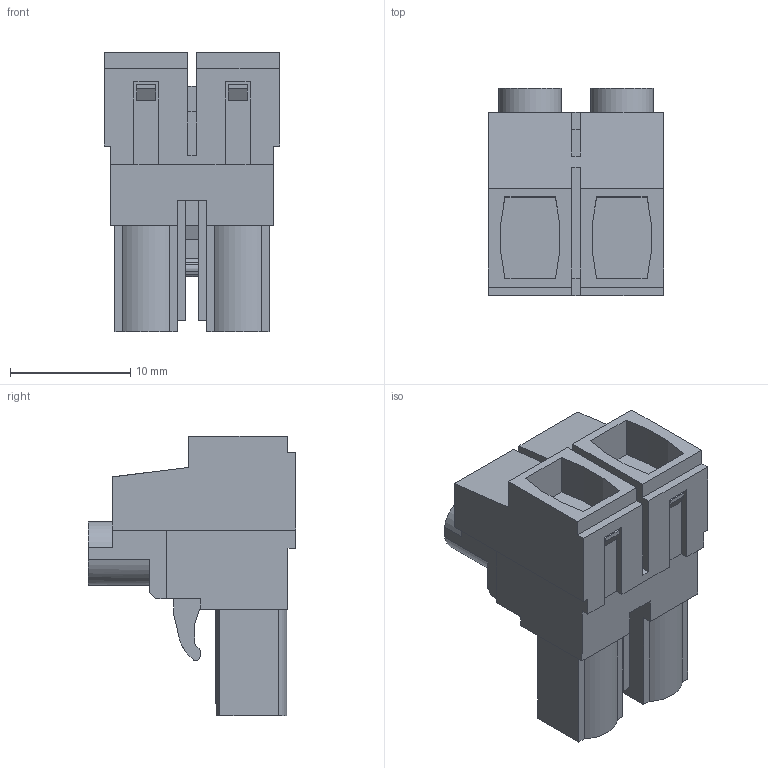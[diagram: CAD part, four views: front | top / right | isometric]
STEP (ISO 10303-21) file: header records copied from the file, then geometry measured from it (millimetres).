
FILE_DESCRIPTION(('CATIA V5 STEP Exchange','CAx-IF Rec.Pracs.--- Model Styling and Organization---1.4--- 2014-01-23'),'2;1');
FILE_NAME ('D1461089_1', '2023-05-02T06:55:27+00:00', ('none'), ('Weidmueller'), 'CATIA Version 5-6 Release 2016 SP3 HF44', 'CATIA V5 STEP AP214', 'none');
FILE_SCHEMA(('AUTOMOTIVE_DESIGN { 1 0 10303 214 1 1 1 1 }'));
Length unit declared in the file: millimetre
Products named in the file (1): 1980480000
Bounding box: 14.56 x 17.25 x 23.25 mm (x, y, z)
Volume: 2734 mm3; surface area: 2326.8 mm2
Topology: 3 solids, 3 shells, 212 faces, 574 edges, 378 vertices
Faces by surface type: plane 182, cylinder 26, extrusion 4
Entity records: 6745 total; most frequent: CARTESIAN_POINT 1299, ORIENTED_EDGE 1148, DIRECTION 932, EDGE_CURVE 574, VECTOR 510, LINE 506, VERTEX_POINT 378, AXIS2_PLACEMENT_3D 237
